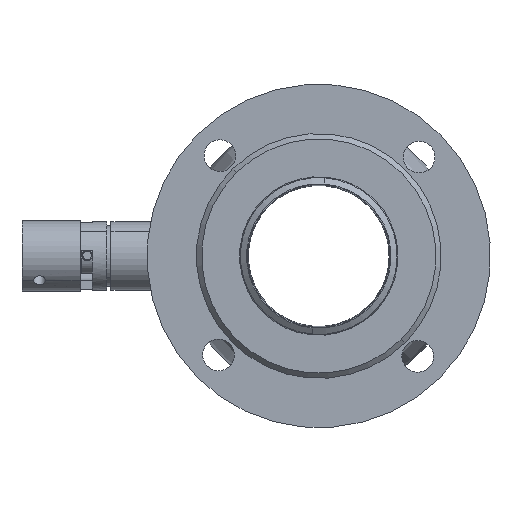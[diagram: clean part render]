
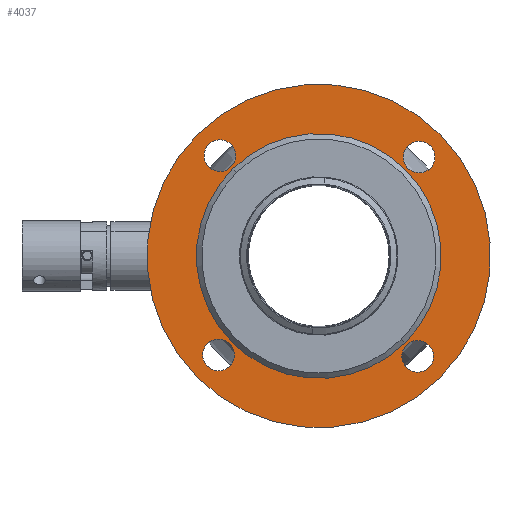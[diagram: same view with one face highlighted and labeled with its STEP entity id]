
A CAD part, left-side view. The second image highlights one B-rep face of the part: STEP entity #4037.
In plain terms, the highlighted face is planar.
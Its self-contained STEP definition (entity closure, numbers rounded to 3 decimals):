
#57 = CARTESIAN_POINT ( 'NONE',  ( -71., 0., 21. ) ) ;
#121 = DIRECTION ( 'NONE',  ( 0., 0., 1. ) ) ;
#122 = DIRECTION ( 'NONE',  ( 0., 0., 1. ) ) ;
#199 = VERTEX_POINT ( 'NONE', #884 ) ;
#203 = AXIS2_PLACEMENT_3D ( 'NONE', #1791, #4580, #345 ) ;
#273 = EDGE_LOOP ( 'NONE', ( #1206, #4035 ) ) ;
#345 = DIRECTION ( 'NONE',  ( 1., 0., 0. ) ) ;
#370 = CARTESIAN_POINT ( 'NONE',  ( -9., 80., 21. ) ) ;
#397 = AXIS2_PLACEMENT_3D ( 'NONE', #3477, #5781, #3447 ) ;
#479 = CIRCLE ( 'NONE', #5521, 9. ) ;
#513 = ORIENTED_EDGE ( 'NONE', *, *, #2072, .F. ) ;
#517 = EDGE_CURVE ( 'NONE', #5425, #2073, #2874, .T. ) ;
#559 = PLANE ( 'NONE',  #1684 ) ;
#560 = DIRECTION ( 'NONE',  ( 0., 0., 1. ) ) ;
#678 = CARTESIAN_POINT ( 'NONE',  ( 80., 0., 21. ) ) ;
#728 = EDGE_CURVE ( 'NONE', #5579, #199, #4939, .T. ) ;
#877 = DIRECTION ( 'NONE',  ( 0., 0., 1. ) ) ;
#884 = CARTESIAN_POINT ( 'NONE',  ( 89., 0., 21. ) ) ;
#974 = CIRCLE ( 'NONE', #3964, 9. ) ;
#996 = ORIENTED_EDGE ( 'NONE', *, *, #4340, .F. ) ;
#1014 = DIRECTION ( 'NONE',  ( 1., 0., 0. ) ) ;
#1052 = EDGE_LOOP ( 'NONE', ( #5000, #3128 ) ) ;
#1073 = EDGE_LOOP ( 'NONE', ( #3574, #1418 ) ) ;
#1147 = CARTESIAN_POINT ( 'NONE',  ( 0., 0., 21. ) ) ;
#1186 = CARTESIAN_POINT ( 'NONE',  ( 71., 0., 21. ) ) ;
#1206 = ORIENTED_EDGE ( 'NONE', *, *, #2814, .T. ) ;
#1228 = EDGE_CURVE ( 'NONE', #2530, #1490, #479, .T. ) ;
#1280 = DIRECTION ( 'NONE',  ( 0., 0., 1. ) ) ;
#1375 = DIRECTION ( 'NONE',  ( 1., 0., 0. ) ) ;
#1418 = ORIENTED_EDGE ( 'NONE', *, *, #728, .F. ) ;
#1490 = VERTEX_POINT ( 'NONE', #4863 ) ;
#1619 = CIRCLE ( 'NONE', #3150, 9. ) ;
#1679 = VERTEX_POINT ( 'NONE', #4996 ) ;
#1684 = AXIS2_PLACEMENT_3D ( 'NONE', #2825, #122, #1014 ) ;
#1767 = VERTEX_POINT ( 'NONE', #4574 ) ;
#1791 = CARTESIAN_POINT ( 'NONE',  ( -80., 0., 21. ) ) ;
#1949 = CARTESIAN_POINT ( 'NONE',  ( 0., -80., 21. ) ) ;
#1968 = VERTEX_POINT ( 'NONE', #3996 ) ;
#2015 = DIRECTION ( 'NONE',  ( 1., 0., 0. ) ) ;
#2037 = DIRECTION ( 'NONE',  ( 1., 0., 0. ) ) ;
#2052 = DIRECTION ( 'NONE',  ( 0., 0., 1. ) ) ;
#2072 = EDGE_CURVE ( 'NONE', #2073, #5425, #974, .T. ) ;
#2073 = VERTEX_POINT ( 'NONE', #4200 ) ;
#2101 = DIRECTION ( 'NONE',  ( 0., 0., 1. ) ) ;
#2164 = CIRCLE ( 'NONE', #203, 9. ) ;
#2252 = DIRECTION ( 'NONE',  ( 1., 0., 0. ) ) ;
#2261 = FACE_BOUND ( 'NONE', #1073, .T. ) ;
#2351 = CARTESIAN_POINT ( 'NONE',  ( 0., 80., 21. ) ) ;
#2374 = FACE_OUTER_BOUND ( 'NONE', #1052, .T. ) ;
#2403 = AXIS2_PLACEMENT_3D ( 'NONE', #5884, #1280, #2252 ) ;
#2431 = AXIS2_PLACEMENT_3D ( 'NONE', #5637, #4292, #2802 ) ;
#2530 = VERTEX_POINT ( 'NONE', #57 ) ;
#2532 = ORIENTED_EDGE ( 'NONE', *, *, #517, .F. ) ;
#2660 = VERTEX_POINT ( 'NONE', #4121 ) ;
#2671 = EDGE_LOOP ( 'NONE', ( #5337, #2774 ) ) ;
#2757 = DIRECTION ( 'NONE',  ( 0., 0., 1. ) ) ;
#2774 = ORIENTED_EDGE ( 'NONE', *, *, #4007, .F. ) ;
#2802 = DIRECTION ( 'NONE',  ( 1., 0., 0. ) ) ;
#2814 = EDGE_CURVE ( 'NONE', #5074, #4393, #3397, .T. ) ;
#2825 = CARTESIAN_POINT ( 'NONE',  ( 0., 0., 21. ) ) ;
#2874 = CIRCLE ( 'NONE', #5033, 9. ) ;
#3128 = ORIENTED_EDGE ( 'NONE', *, *, #5826, .T. ) ;
#3135 = CARTESIAN_POINT ( 'NONE',  ( -80., 0., 21. ) ) ;
#3139 = EDGE_CURVE ( 'NONE', #1767, #1679, #3505, .T. ) ;
#3150 = AXIS2_PLACEMENT_3D ( 'NONE', #1949, #2757, #4217 ) ;
#3206 = EDGE_LOOP ( 'NONE', ( #5926, #996 ) ) ;
#3211 = CIRCLE ( 'NONE', #4082, 97.5 ) ;
#3237 = DIRECTION ( 'NONE',  ( 1., 0., 0. ) ) ;
#3249 = FACE_BOUND ( 'NONE', #2671, .T. ) ;
#3388 = CARTESIAN_POINT ( 'NONE',  ( 80., 0., 21. ) ) ;
#3397 = CIRCLE ( 'NONE', #2431, 69.5 ) ;
#3447 = DIRECTION ( 'NONE',  ( 1., 0., 0. ) ) ;
#3477 = CARTESIAN_POINT ( 'NONE',  ( 0., 0., 21. ) ) ;
#3486 = EDGE_CURVE ( 'NONE', #4393, #5074, #4859, .T. ) ;
#3505 = CIRCLE ( 'NONE', #4088, 9. ) ;
#3556 = EDGE_CURVE ( 'NONE', #1968, #2660, #3211, .T. ) ;
#3574 = ORIENTED_EDGE ( 'NONE', *, *, #5271, .F. ) ;
#3700 = FACE_BOUND ( 'NONE', #3206, .T. ) ;
#3703 = CARTESIAN_POINT ( 'NONE',  ( -69.5, 0., 21. ) ) ;
#3964 = AXIS2_PLACEMENT_3D ( 'NONE', #2351, #560, #4782 ) ;
#3974 = DIRECTION ( 'NONE',  ( 1., 0., 0. ) ) ;
#3996 = CARTESIAN_POINT ( 'NONE',  ( -97.5, 0., 21. ) ) ;
#4007 = EDGE_CURVE ( 'NONE', #1490, #2530, #2164, .T. ) ;
#4035 = ORIENTED_EDGE ( 'NONE', *, *, #3486, .T. ) ;
#4037 = ADVANCED_FACE ( 'NONE', ( #5541, #2261, #3700, #3249, #5203, #2374 ), #559, .T. ) ;
#4082 = AXIS2_PLACEMENT_3D ( 'NONE', #1147, #2052, #5275 ) ;
#4088 = AXIS2_PLACEMENT_3D ( 'NONE', #5259, #121, #2037 ) ;
#4121 = CARTESIAN_POINT ( 'NONE',  ( 97.5, 0., 21. ) ) ;
#4200 = CARTESIAN_POINT ( 'NONE',  ( 9., 80., 21. ) ) ;
#4217 = DIRECTION ( 'NONE',  ( 1., 0., 0. ) ) ;
#4292 = DIRECTION ( 'NONE',  ( 0., 0., -1. ) ) ;
#4340 = EDGE_CURVE ( 'NONE', #1679, #1767, #1619, .T. ) ;
#4393 = VERTEX_POINT ( 'NONE', #5981 ) ;
#4574 = CARTESIAN_POINT ( 'NONE',  ( 9., -80., 21. ) ) ;
#4580 = DIRECTION ( 'NONE',  ( 0., 0., 1. ) ) ;
#4612 = EDGE_LOOP ( 'NONE', ( #513, #2532 ) ) ;
#4782 = DIRECTION ( 'NONE',  ( 1., 0., 0. ) ) ;
#4830 = AXIS2_PLACEMENT_3D ( 'NONE', #678, #2101, #3974 ) ;
#4859 = CIRCLE ( 'NONE', #397, 69.5 ) ;
#4863 = CARTESIAN_POINT ( 'NONE',  ( -89., 0., 21. ) ) ;
#4939 = CIRCLE ( 'NONE', #5695, 9. ) ;
#4996 = CARTESIAN_POINT ( 'NONE',  ( -9., -80., 21. ) ) ;
#5000 = ORIENTED_EDGE ( 'NONE', *, *, #3556, .T. ) ;
#5033 = AXIS2_PLACEMENT_3D ( 'NONE', #5943, #877, #3237 ) ;
#5074 = VERTEX_POINT ( 'NONE', #3703 ) ;
#5203 = FACE_BOUND ( 'NONE', #273, .T. ) ;
#5259 = CARTESIAN_POINT ( 'NONE',  ( 0., -80., 21. ) ) ;
#5271 = EDGE_CURVE ( 'NONE', #199, #5579, #5785, .T. ) ;
#5275 = DIRECTION ( 'NONE',  ( 1., 0., 0. ) ) ;
#5337 = ORIENTED_EDGE ( 'NONE', *, *, #1228, .F. ) ;
#5412 = CIRCLE ( 'NONE', #2403, 97.5 ) ;
#5425 = VERTEX_POINT ( 'NONE', #370 ) ;
#5521 = AXIS2_PLACEMENT_3D ( 'NONE', #3135, #5957, #1375 ) ;
#5541 = FACE_BOUND ( 'NONE', #4612, .T. ) ;
#5579 = VERTEX_POINT ( 'NONE', #1186 ) ;
#5637 = CARTESIAN_POINT ( 'NONE',  ( 0., 0., 21. ) ) ;
#5689 = DIRECTION ( 'NONE',  ( 0., 0., 1. ) ) ;
#5695 = AXIS2_PLACEMENT_3D ( 'NONE', #3388, #5689, #2015 ) ;
#5781 = DIRECTION ( 'NONE',  ( 0., 0., -1. ) ) ;
#5785 = CIRCLE ( 'NONE', #4830, 9. ) ;
#5826 = EDGE_CURVE ( 'NONE', #2660, #1968, #5412, .T. ) ;
#5884 = CARTESIAN_POINT ( 'NONE',  ( 0., 0., 21. ) ) ;
#5926 = ORIENTED_EDGE ( 'NONE', *, *, #3139, .F. ) ;
#5943 = CARTESIAN_POINT ( 'NONE',  ( 0., 80., 21. ) ) ;
#5957 = DIRECTION ( 'NONE',  ( 0., 0., 1. ) ) ;
#5981 = CARTESIAN_POINT ( 'NONE',  ( 69.5, 0., 21. ) ) ;
